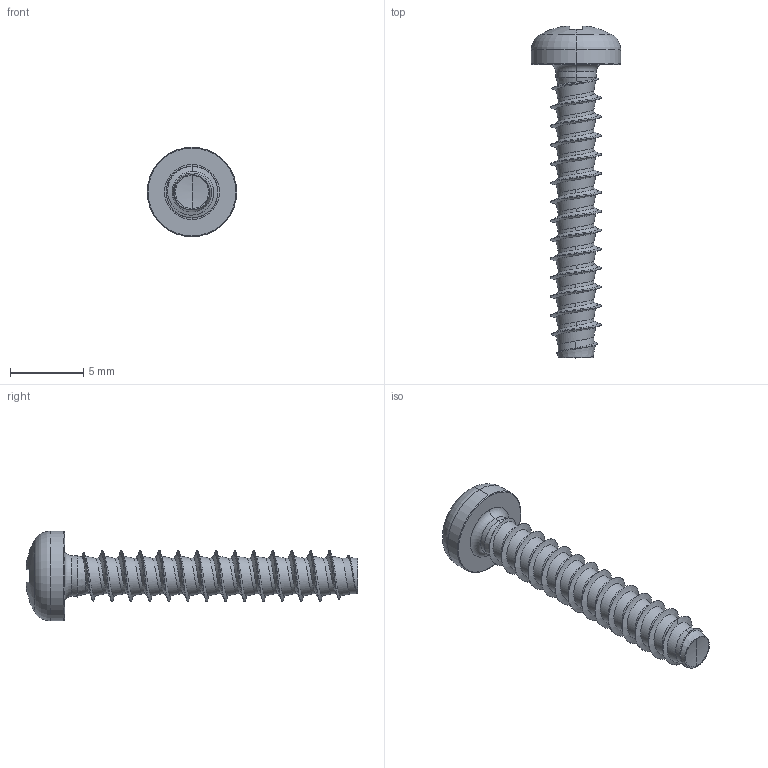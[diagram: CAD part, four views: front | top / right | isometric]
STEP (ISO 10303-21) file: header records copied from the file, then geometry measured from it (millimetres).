
FILE_DESCRIPTION (( 'STEP AP203' ), '1' );
FILE_NAME ('STP220350200.STEP', '2017-08-15T02:56:35', ( '' ), ( '' ), 'SwSTEP 2.0', 'SolidWorks 2015', '' );
FILE_SCHEMA (( 'CONFIG_CONTROL_DESIGN' ));
Length unit declared in the file: millimetre
Products named in the file (1): STP220350200
Bounding box: 6.1 x 22.63 x 6.1 mm (x, y, z)
Volume: 167.5 mm3; surface area: 354.9 mm2
Topology: 1 solids, 1 shells, 206 faces, 504 edges, 300 vertices
Faces by surface type: cylinder 56, bspline 55, torus 36, plane 30, sphere 20, cone 9
Entity records: 24397 total; most frequent: CARTESIAN_POINT 20054, ORIENTED_EDGE 1004, DIRECTION 783, EDGE_CURVE 502, AXIS2_PLACEMENT_3D 341, VERTEX_POINT 300, EDGE_LOOP 208, FACE_OUTER_BOUND 206
